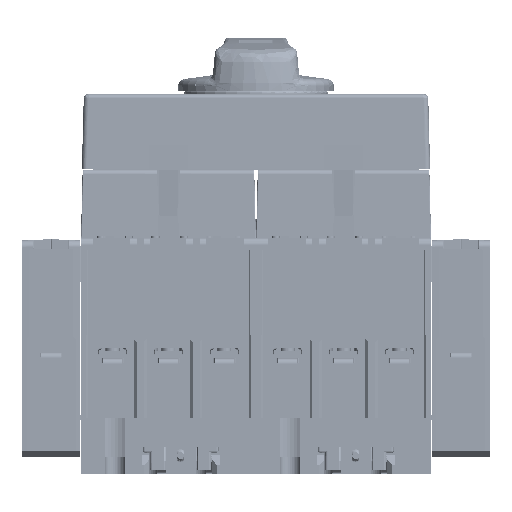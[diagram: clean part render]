
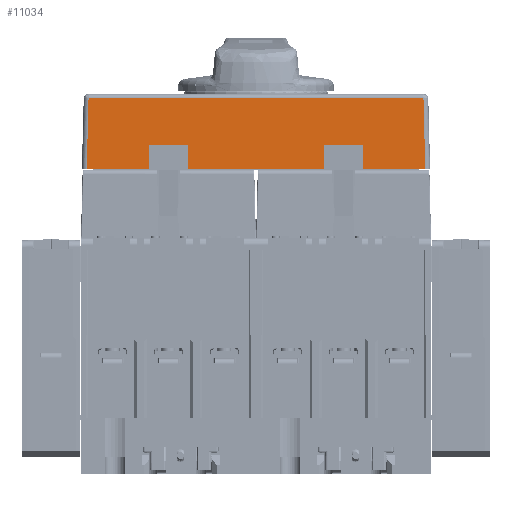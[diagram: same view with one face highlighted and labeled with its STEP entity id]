
A CAD part, left-side view. The second image highlights one B-rep face of the part: STEP entity #11034.
In plain terms, the highlighted planar face has unit normal (-1, 0, 0.026).
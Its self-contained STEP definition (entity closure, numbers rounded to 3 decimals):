
#260=ELLIPSE('',#131312,0.2,0.2);
#263=ELLIPSE('',#131316,0.2,0.2);
#264=ELLIPSE('',#131318,0.2,0.2);
#266=ELLIPSE('',#131322,0.2,0.2);
#268=ELLIPSE('',#131325,0.2,0.2);
#270=ELLIPSE('',#131329,0.2,0.2);
#272=ELLIPSE('',#131332,0.2,0.2);
#274=ELLIPSE('',#131335,0.2,0.2);
#5347=PLANE('',#131426);
#11034=ADVANCED_FACE('',(#17399),#5347,.T.);
#17399=FACE_OUTER_BOUND('',#22949,.T.);
#22949=EDGE_LOOP('',(#43157,#43158,#43159,#43160,#43161,#43162,#43163,#43164,
#43165,#43166,#43167,#43168,#43169,#43170,#43171,#43172,#43173,#43174,#43175,
#43176));
#43157=ORIENTED_EDGE('',*,*,#85935,.F.);
#43158=ORIENTED_EDGE('',*,*,#86130,.T.);
#43159=ORIENTED_EDGE('',*,*,#86131,.F.);
#43160=ORIENTED_EDGE('',*,*,#86132,.F.);
#43161=ORIENTED_EDGE('',*,*,#86133,.F.);
#43162=ORIENTED_EDGE('',*,*,#86134,.T.);
#43163=ORIENTED_EDGE('',*,*,#85918,.F.);
#43164=ORIENTED_EDGE('',*,*,#85917,.T.);
#43165=ORIENTED_EDGE('',*,*,#85911,.F.);
#43166=ORIENTED_EDGE('',*,*,#86135,.T.);
#43167=ORIENTED_EDGE('',*,*,#85903,.F.);
#43168=ORIENTED_EDGE('',*,*,#86020,.T.);
#43169=ORIENTED_EDGE('',*,*,#85909,.F.);
#43170=ORIENTED_EDGE('',*,*,#86128,.T.);
#43171=ORIENTED_EDGE('',*,*,#85928,.F.);
#43172=ORIENTED_EDGE('',*,*,#85927,.T.);
#43173=ORIENTED_EDGE('',*,*,#85921,.F.);
#43174=ORIENTED_EDGE('',*,*,#86136,.T.);
#43175=ORIENTED_EDGE('',*,*,#85931,.F.);
#43176=ORIENTED_EDGE('',*,*,#86022,.T.);
#68936=VERTEX_POINT('',#201658);
#68937=VERTEX_POINT('',#201659);
#68942=VERTEX_POINT('',#201670);
#68943=VERTEX_POINT('',#201672);
#68944=VERTEX_POINT('',#201676);
#68945=VERTEX_POINT('',#201677);
#68949=VERTEX_POINT('',#201686);
#68950=VERTEX_POINT('',#201691);
#68952=VERTEX_POINT('',#201697);
#68953=VERTEX_POINT('',#201698);
#68957=VERTEX_POINT('',#201707);
#68958=VERTEX_POINT('',#201712);
#68960=VERTEX_POINT('',#201718);
#68961=VERTEX_POINT('',#201719);
#68964=VERTEX_POINT('',#201727);
#68965=VERTEX_POINT('',#201728);
#69028=VERTEX_POINT('',#201962);
#69096=VERTEX_POINT('',#202409);
#69097=VERTEX_POINT('',#202411);
#69098=VERTEX_POINT('',#202414);
#85903=EDGE_CURVE('',#68936,#68937,#260,.T.);
#85909=EDGE_CURVE('',#68942,#68943,#263,.T.);
#85911=EDGE_CURVE('',#68944,#68945,#264,.T.);
#85917=EDGE_CURVE('',#68949,#68945,#104239,.T.);
#85918=EDGE_CURVE('',#68949,#68950,#266,.T.);
#85921=EDGE_CURVE('',#68952,#68953,#268,.T.);
#85927=EDGE_CURVE('',#68957,#68953,#104245,.T.);
#85928=EDGE_CURVE('',#68957,#68958,#270,.T.);
#85931=EDGE_CURVE('',#68960,#68961,#272,.T.);
#85935=EDGE_CURVE('',#68964,#68965,#274,.T.);
#86020=EDGE_CURVE('',#68936,#68943,#104301,.T.);
#86022=EDGE_CURVE('',#68960,#68965,#104303,.T.);
#86128=EDGE_CURVE('',#68942,#68958,#104387,.T.);
#86130=EDGE_CURVE('',#68964,#69096,#104389,.T.);
#86131=EDGE_CURVE('',#69097,#69096,#104390,.T.);
#86132=EDGE_CURVE('',#69028,#69097,#104391,.T.);
#86133=EDGE_CURVE('',#69098,#69028,#104392,.T.);
#86134=EDGE_CURVE('',#69098,#68950,#104393,.T.);
#86135=EDGE_CURVE('',#68944,#68937,#104394,.T.);
#86136=EDGE_CURVE('',#68952,#68961,#104395,.T.);
#104239=LINE('',#201688,#119061);
#104245=LINE('',#201709,#119067);
#104301=LINE('',#202073,#119123);
#104303=LINE('',#202076,#119125);
#104387=LINE('',#202405,#119209);
#104389=LINE('',#202408,#119211);
#104390=LINE('',#202410,#119212);
#104391=LINE('',#202412,#119213);
#104392=LINE('',#202413,#119214);
#104393=LINE('',#202415,#119215);
#104394=LINE('',#202416,#119216);
#104395=LINE('',#202417,#119217);
#119061=VECTOR('',#149655,1.);
#119067=VECTOR('',#149675,1.);
#119123=VECTOR('',#149833,1.);
#119125=VECTOR('',#149837,1.);
#119209=VECTOR('',#150011,1.);
#119211=VECTOR('',#150015,1.);
#119212=VECTOR('',#150016,1.);
#119213=VECTOR('',#150017,1.);
#119214=VECTOR('',#150018,1.);
#119215=VECTOR('',#150019,1.);
#119216=VECTOR('',#150020,1.);
#119217=VECTOR('',#150021,1.);
#131312=AXIS2_PLACEMENT_3D('',#201657,#149629,#149630);
#131316=AXIS2_PLACEMENT_3D('',#201671,#149640,#149641);
#131318=AXIS2_PLACEMENT_3D('',#201675,#149645,#149646);
#131322=AXIS2_PLACEMENT_3D('',#201690,#149658,#149659);
#131325=AXIS2_PLACEMENT_3D('',#201696,#149665,#149666);
#131329=AXIS2_PLACEMENT_3D('',#201711,#149678,#149679);
#131332=AXIS2_PLACEMENT_3D('',#201717,#149685,#149686);
#131335=AXIS2_PLACEMENT_3D('',#201726,#149693,#149694);
#131426=AXIS2_PLACEMENT_3D('',#202418,#150022,#150023);
#149629=DIRECTION('',(-1.,0.,0.026));
#149630=DIRECTION('',(0.026,0.,1.));
#149640=DIRECTION('',(1.,0.,-0.026));
#149641=DIRECTION('',(-0.026,0.,-1.));
#149645=DIRECTION('',(-1.,0.,0.026));
#149646=DIRECTION('',(0.026,0.,1.));
#149655=DIRECTION('',(0.026,-0.009,1.));
#149658=DIRECTION('',(1.,0.,-0.026));
#149659=DIRECTION('',(-0.026,0.,-1.));
#149665=DIRECTION('',(-1.,0.,0.026));
#149666=DIRECTION('',(0.026,0.,1.));
#149675=DIRECTION('',(0.026,-0.009,1.));
#149678=DIRECTION('',(1.,0.,-0.026));
#149679=DIRECTION('',(-0.026,0.,-1.));
#149685=DIRECTION('',(-1.,0.,0.026));
#149686=DIRECTION('',(0.026,0.,1.));
#149693=DIRECTION('',(1.,0.,-0.026));
#149694=DIRECTION('',(-0.026,0.,-1.));
#149833=DIRECTION('',(-0.026,-0.009,-1.));
#149837=DIRECTION('',(-0.026,-0.009,-1.));
#150011=DIRECTION('',(0.,-1.,0.));
#150015=DIRECTION('',(0.,-1.,0.));
#150016=DIRECTION('',(-0.026,-0.026,-0.999));
#150017=DIRECTION('',(0.,-1.,0.));
#150018=DIRECTION('',(0.026,-0.026,0.999));
#150019=DIRECTION('',(0.,-1.,0.));
#150020=DIRECTION('',(0.,-1.,0.));
#150021=DIRECTION('',(0.,-1.,0.));
#150022=DIRECTION('',(-1.,0.,0.026));
#150023=DIRECTION('',(0.026,0.,1.));
#201657=CARTESIAN_POINT('',(-4.174,1.248,52.9));
#201658=CARTESIAN_POINT('',(-4.174,1.048,52.902));
#201659=CARTESIAN_POINT('',(-4.169,1.248,53.1));
#201670=CARTESIAN_POINT('',(-4.3,0.808,48.1));
#201671=CARTESIAN_POINT('',(-4.295,0.808,48.3));
#201672=CARTESIAN_POINT('',(-4.295,1.008,48.298));
#201675=CARTESIAN_POINT('',(-4.174,8.752,52.9));
#201676=CARTESIAN_POINT('',(-4.169,8.752,53.1));
#201677=CARTESIAN_POINT('',(-4.174,8.952,52.902));
#201686=CARTESIAN_POINT('',(-4.295,8.992,48.298));
#201688=CARTESIAN_POINT('',(-4.092,8.924,56.028));
#201690=CARTESIAN_POINT('',(-4.295,9.192,48.3));
#201691=CARTESIAN_POINT('',(-4.3,9.192,48.1));
#201696=CARTESIAN_POINT('',(-4.174,-27.248,52.9));
#201697=CARTESIAN_POINT('',(-4.169,-27.248,53.1));
#201698=CARTESIAN_POINT('',(-4.174,-27.048,52.902));
#201707=CARTESIAN_POINT('',(-4.295,-27.008,48.298));
#201709=CARTESIAN_POINT('',(-4.031,-27.096,58.37));
#201711=CARTESIAN_POINT('',(-4.295,-26.808,48.3));
#201712=CARTESIAN_POINT('',(-4.3,-26.808,48.1));
#201717=CARTESIAN_POINT('',(-4.174,-34.752,52.9));
#201718=CARTESIAN_POINT('',(-4.174,-34.952,52.902));
#201719=CARTESIAN_POINT('',(-4.169,-34.752,53.1));
#201726=CARTESIAN_POINT('',(-4.295,-35.192,48.3));
#201727=CARTESIAN_POINT('',(-4.3,-35.192,48.1));
#201728=CARTESIAN_POINT('',(-4.295,-34.992,48.298));
#201962=CARTESIAN_POINT('',(-3.917,21.417,62.721));
#202073=CARTESIAN_POINT('',(-4.023,1.099,58.682));
#202076=CARTESIAN_POINT('',(-4.084,-34.922,56.341));
#202405=CARTESIAN_POINT('',(-4.3,22.8,48.1));
#202408=CARTESIAN_POINT('',(-4.3,22.8,48.1));
#202409=CARTESIAN_POINT('',(-4.3,-47.8,48.1));
#202410=CARTESIAN_POINT('',(-3.873,-47.374,64.394));
#202411=CARTESIAN_POINT('',(-3.917,-47.417,62.721));
#202412=CARTESIAN_POINT('',(-3.917,4.9,62.721));
#202413=CARTESIAN_POINT('',(-3.883,21.383,64.041));
#202414=CARTESIAN_POINT('',(-4.3,21.8,48.1));
#202415=CARTESIAN_POINT('',(-4.3,22.8,48.1));
#202416=CARTESIAN_POINT('',(-4.169,15.375,53.1));
#202417=CARTESIAN_POINT('',(-4.169,-5.575,53.1));
#202418=CARTESIAN_POINT('',(-3.897,22.8,63.495));
